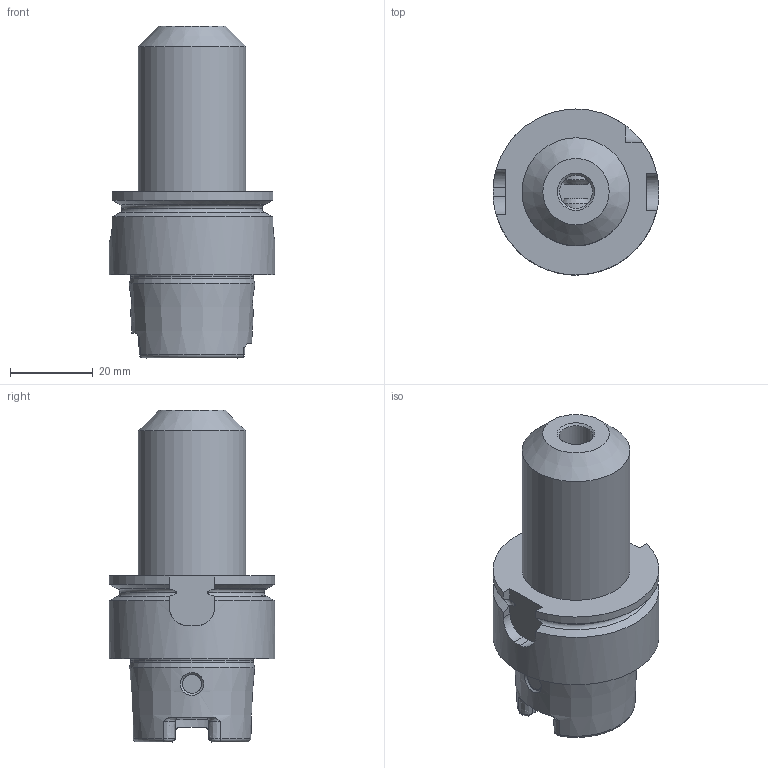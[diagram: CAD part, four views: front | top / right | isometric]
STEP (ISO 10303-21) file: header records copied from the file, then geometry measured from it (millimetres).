
FILE_DESCRIPTION(/* description */ (''),/* implementation_level */ '2;1');
FILE_NAME(/* name */ 'W2300014A.stp',/* time_stamp */ '2009-05-07T12:56:53+02:00',/* author */ (''),/* organization */ (''),/* preprocessor_version */ 'ST-DEVELOPER v11',/* originating_system */ 'UGS - NX 5.0',/* authorisation */ '');
FILE_SCHEMA (('AUTOMOTIVE_DESIGN { 1 0 10303 214 0 1 1 1 }'));
Length unit declared in the file: millimetre
Products named in the file (1): krue9E5D9kvh
Bounding box: 40 x 39.99 x 80 mm (x, y, z)
Volume: 53616.8 mm3; surface area: 11286.8 mm2
Topology: 1 solids, 1 shells, 100 faces, 257 edges, 166 vertices
Faces by surface type: plane 35, cylinder 26, cone 15, bspline 14, torus 10
Full cylindrical faces by diameter (mm): 4.6 x2, 8 x1, 8.6 x1, 21 x1, 26 x1, 29.6 x1, 40 x1
Entity records: 4383 total; most frequent: CARTESIAN_POINT 2202, ORIENTED_EDGE 450, DIRECTION 393, EDGE_CURVE 225, AXIS2_PLACEMENT_3D 165, VERTEX_POINT 154, EDGE_LOOP 127, ADVANCED_FACE 100
